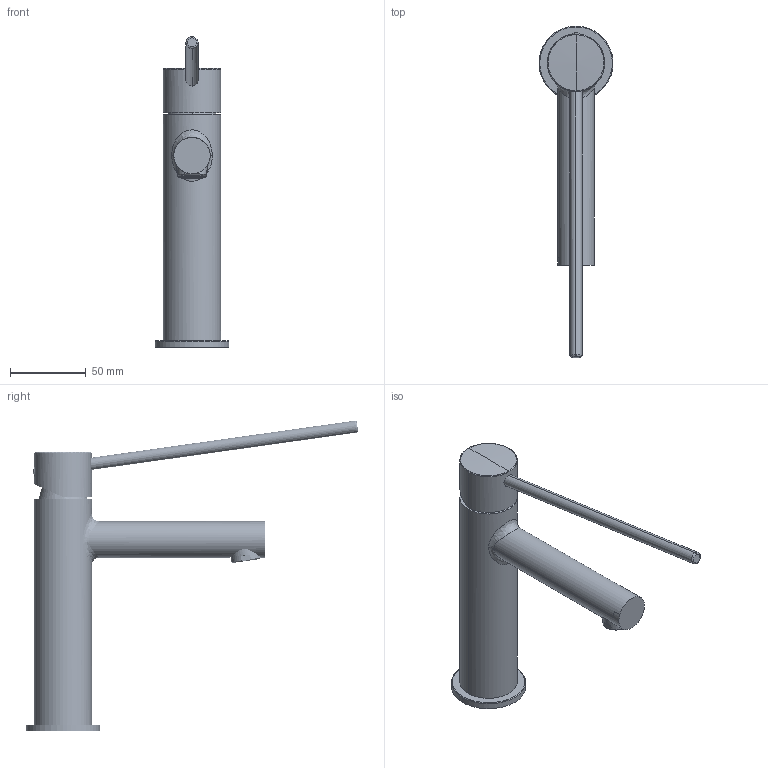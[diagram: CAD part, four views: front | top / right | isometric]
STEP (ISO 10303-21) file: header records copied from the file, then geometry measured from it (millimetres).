
FILE_DESCRIPTION(/* description */ (''),/* implementation_level */ '2;1');
FILE_NAME(/* name */ 'STEP - 2267416',/* time_stamp */ '2025-07-01T13:57:23+10:00',/* author */ (''),/* organization */ (''),/* preprocessor_version */ 'ST-DEVELOPER v16.5',/* originating_system */ 'Rhino 7.37',/* authorisation */ '');
FILE_SCHEMA (('AUTOMOTIVE_DESIGN'));
Length unit declared in the file: millimetre
Products named in the file (17): Document; 164832800_ASM; 201036482426; 204011839901; 205022640105; 205055410126; 208000910601; 208002330601; 203101459901_ASM; 203101459901-1; 203101459901-2; 203101459901-3; 206062800126; 205011791601; 205012321601; 205011731602
Assembly tree (18 placements, depth 5):
  Document
    Document
      164832800_ASM
        201036482426
        204011839901
        205022640105
        205055410126
        208000910601
        208002330601  x2
        203101459901_ASM
          203101459901-1
          203101459901-2
          203101459901-3
        206062800126
        205011791601
        205012321601  x2
        205011731602
Bounding box: 49 x 219.86 x 205.76 mm (x, y, z)
Volume: 90372.6 mm3; surface area: 91146.5 mm2
Topology: 17 solids, 30 shells, 3931 faces, 9165 edges, 5990 vertices
Faces by surface type: plane 1991, cylinder 1615, bspline 325
Full cylindrical faces by diameter (mm): 5 x2
Entity records: 129858 total; most frequent: CARTESIAN_POINT 65200, ORIENTED_EDGE 18188, EDGE_CURVE 9116, B_SPLINE_CURVE_WITH_KNOTS 6716, VERTEX_POINT 5966, EDGE_LOOP 4689, ADVANCED_FACE 3912, FACE_OUTER_BOUND 3912
